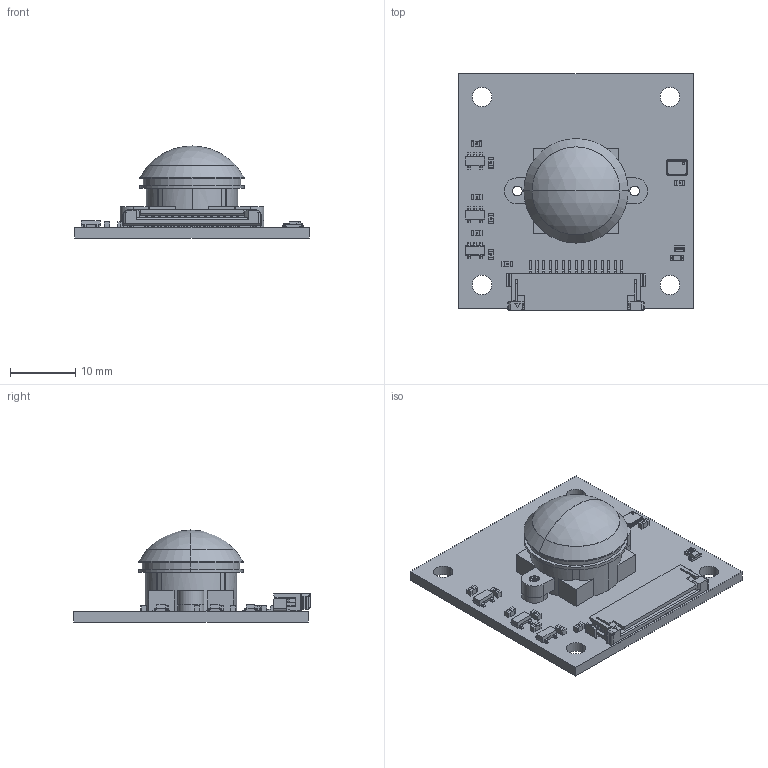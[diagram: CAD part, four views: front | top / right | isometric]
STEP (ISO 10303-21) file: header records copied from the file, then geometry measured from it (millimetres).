
FILE_DESCRIPTION (( 'STEP AP214' ), '1' );
FILE_NAME ('B0055-3D.STEP', '2021-01-07T01:09:07', ( '' ), ( '' ), 'SwSTEP 2.0', 'SolidWorks 2020', '' );
FILE_SCHEMA (( 'AUTOMOTIVE_DESIGN' ));
Length unit declared in the file: millimetre
Products named in the file (1): B0055-3D
Bounding box: 36 x 36.32 x 14.12 mm (x, y, z)
Volume: 3828 mm3; surface area: 6058.7 mm2
Topology: 41 solids, 41 shells, 2139 faces, 5677 edges, 3567 vertices
Faces by surface type: plane 1280, cylinder 471, bspline 292, sphere 92, cone 4
Entity records: 112080 total; most frequent: CARTESIAN_POINT 37461, ORIENTED_EDGE 11146, DIRECTION 9412, EDGE_CURVE 5573, LINE 4054, VECTOR 4054, VERTEX_POINT 3567, AXIS2_PLACEMENT_3D 2679
